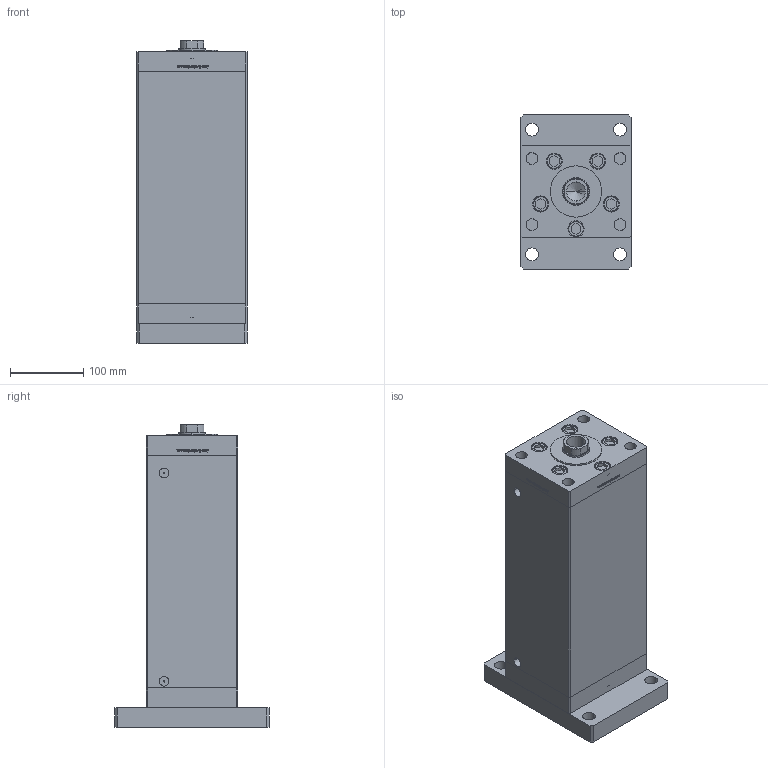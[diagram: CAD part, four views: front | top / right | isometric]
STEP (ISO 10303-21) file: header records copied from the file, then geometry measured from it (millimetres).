
FILE_DESCRIPTION (( 'STEP AP203' ), '1' );
FILE_NAME ('9854.STEP', '2024-01-09T01:45:09', ( '' ), ( '' ), 'SwSTEP 2.0', 'SolidWorks 2019', '' );
FILE_SCHEMA (( 'CONFIG_CONTROL_DESIGN' ));
Length unit declared in the file: millimetre
Products named in the file (7): 9854; V220C_FRONT_G e0df10a9b85c126d6857fe9360f93b5e; V220C_G_MIDDLE e0df10a9b85c126d6857fe9360f93b5e; V220C BACK_G e0df10a9b85c126d6857fe9360f93b5e; V220C_F e0df10a9b85c126d6857fe9360f93b5e; ALLEN BOLT e0df10a9b85c126d6857fe9360f93b5e; V220C_VC_G e0df10a9b85c126d6857fe9360f93b5e
Assembly tree (19 placements, depth 2):
  9854
    V220C BACK_G e0df10a9b85c126d6857fe9360f93b5e
    V220C_FRONT_G e0df10a9b85c126d6857fe9360f93b5e
    V220C_G_MIDDLE e0df10a9b85c126d6857fe9360f93b5e
    ALLEN BOLT e0df10a9b85c126d6857fe9360f93b5e  x14
    V220C_F e0df10a9b85c126d6857fe9360f93b5e
    V220C_VC_G e0df10a9b85c126d6857fe9360f93b5e
Bounding box: 150 x 210 x 413 mm (x, y, z)
Volume: 6516760.3 mm3; surface area: 608120.8 mm2
Topology: 19 solids, 19 shells, 1313 faces, 3246 edges, 2121 vertices
Faces by surface type: plane 518, bspline 484, cylinder 189, cone 62, torus 60
Entity records: 53689 total; most frequent: CARTESIAN_POINT 30442, ORIENTED_EDGE 5292, DIRECTION 3096, EDGE_CURVE 2646, VERTEX_POINT 1757, LINE 1370, VECTOR 1370, EDGE_LOOP 1213
